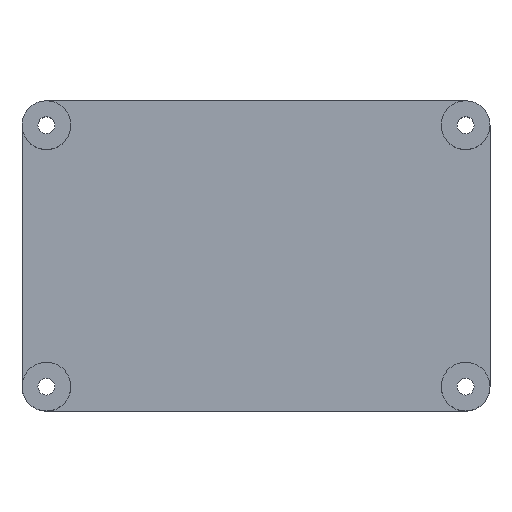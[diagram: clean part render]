
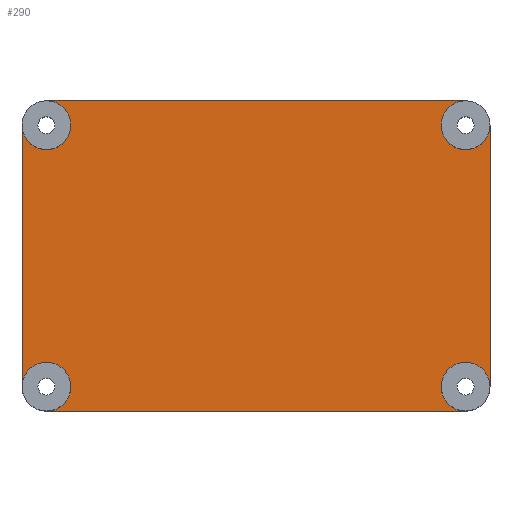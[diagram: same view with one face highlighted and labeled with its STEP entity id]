
A CAD part, top view. The second image highlights one B-rep face of the part: STEP entity #290.
In plain terms, the highlighted planar face has unit normal (0, 0, 1).
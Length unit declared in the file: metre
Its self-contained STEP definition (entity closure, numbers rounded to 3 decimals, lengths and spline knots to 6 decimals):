
#20=CIRCLE('',#322,0.003175);
#21=CIRCLE('',#323,0.003175);
#22=CIRCLE('',#324,0.003175);
#23=CIRCLE('',#325,0.003175);
#56=ORIENTED_EDGE('',*,*,#128,.F.);
#57=ORIENTED_EDGE('',*,*,#114,.T.);
#58=ORIENTED_EDGE('',*,*,#129,.T.);
#59=ORIENTED_EDGE('',*,*,#118,.T.);
#60=ORIENTED_EDGE('',*,*,#130,.F.);
#61=ORIENTED_EDGE('',*,*,#122,.F.);
#62=ORIENTED_EDGE('',*,*,#131,.T.);
#63=ORIENTED_EDGE('',*,*,#126,.F.);
#114=EDGE_CURVE('',#151,#150,#178,.T.);
#118=EDGE_CURVE('',#155,#154,#182,.T.);
#122=EDGE_CURVE('',#158,#159,#186,.T.);
#126=EDGE_CURVE('',#162,#163,#190,.T.);
#128=EDGE_CURVE('',#151,#162,#20,.T.);
#129=EDGE_CURVE('',#150,#155,#21,.T.);
#130=EDGE_CURVE('',#159,#154,#22,.T.);
#131=EDGE_CURVE('',#158,#163,#23,.T.);
#150=VERTEX_POINT('',#455);
#151=VERTEX_POINT('',#457);
#154=VERTEX_POINT('',#464);
#155=VERTEX_POINT('',#466);
#158=VERTEX_POINT('',#473);
#159=VERTEX_POINT('',#475);
#162=VERTEX_POINT('',#482);
#163=VERTEX_POINT('',#484);
#178=LINE('',#456,#194);
#182=LINE('',#465,#198);
#186=LINE('',#474,#202);
#190=LINE('',#483,#206);
#194=VECTOR('',#361,1.);
#198=VECTOR('',#367,1.);
#202=VECTOR('',#373,1.);
#206=VECTOR('',#379,1.);
#212=EDGE_LOOP('',(#56,#57,#58,#59,#60,#61,#62,#63));
#246=FACE_BOUND('',#212,.T.);
#280=PLANE('',#321);
#290=ADVANCED_FACE('',(#246),#280,.T.);
#321=AXIS2_PLACEMENT_3D('',#486,#381,#382);
#322=AXIS2_PLACEMENT_3D('',#487,#383,#384);
#323=AXIS2_PLACEMENT_3D('',#488,#385,#386);
#324=AXIS2_PLACEMENT_3D('',#489,#387,#388);
#325=AXIS2_PLACEMENT_3D('',#490,#389,#390);
#361=DIRECTION('',(0.,-1.,0.));
#367=DIRECTION('',(1.,0.,0.));
#373=DIRECTION('',(0.,-1.,0.));
#379=DIRECTION('',(1.,0.,0.));
#381=DIRECTION('',(0.,0.,1.));
#382=DIRECTION('',(1.,0.,0.));
#383=DIRECTION('',(0.,0.,1.));
#384=DIRECTION('',(1.,0.,0.));
#385=DIRECTION('',(0.,0.,-1.));
#386=DIRECTION('',(1.,0.,0.));
#387=DIRECTION('',(0.,0.,1.));
#388=DIRECTION('',(1.,0.,0.));
#389=DIRECTION('',(0.,0.,-1.));
#390=DIRECTION('',(1.,0.,0.));
#455=CARTESIAN_POINT('',(-0.030425,-0.017,0.003175));
#456=CARTESIAN_POINT('',(-0.030425,0.,0.003175));
#457=CARTESIAN_POINT('',(-0.030425,0.017,0.003175));
#464=CARTESIAN_POINT('',(0.02725,-0.020175,0.003175));
#465=CARTESIAN_POINT('',(0.,-0.020175,0.003175));
#466=CARTESIAN_POINT('',(-0.02725,-0.020175,0.003175));
#473=CARTESIAN_POINT('',(0.030425,0.017,0.003175));
#474=CARTESIAN_POINT('',(0.030425,0.,0.003175));
#475=CARTESIAN_POINT('',(0.030425,-0.017,0.003175));
#482=CARTESIAN_POINT('',(-0.02725,0.020175,0.003175));
#483=CARTESIAN_POINT('',(0.,0.020175,0.003175));
#484=CARTESIAN_POINT('',(0.02725,0.020175,0.003175));
#486=CARTESIAN_POINT('',(0.,0.,0.003175));
#487=CARTESIAN_POINT('',(-0.02725,0.017,0.003175));
#488=CARTESIAN_POINT('',(-0.02725,-0.017,0.003175));
#489=CARTESIAN_POINT('',(0.02725,-0.017,0.003175));
#490=CARTESIAN_POINT('',(0.02725,0.017,0.003175));
